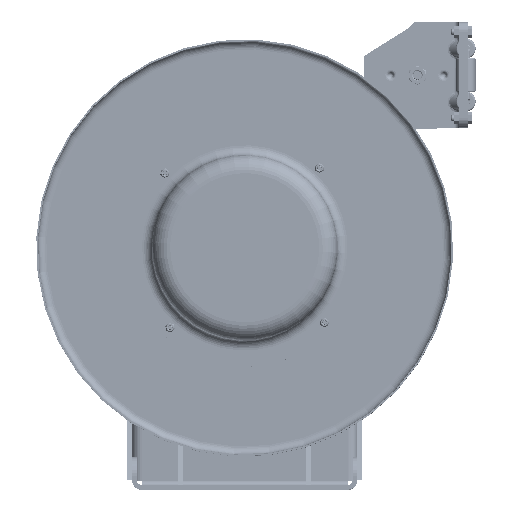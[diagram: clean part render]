
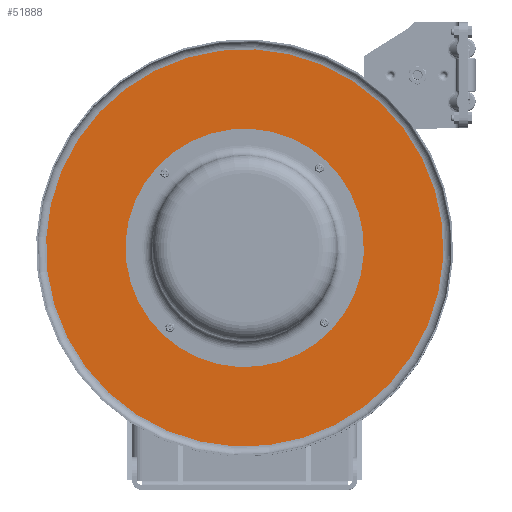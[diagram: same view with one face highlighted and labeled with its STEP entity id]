
A CAD part, top view. The second image highlights one B-rep face of the part: STEP entity #51888.
In plain terms, the highlighted planar face has unit normal (0, 0, 1).
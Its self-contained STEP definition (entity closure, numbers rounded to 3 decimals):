
#3225=PLANE('',#56969);
#9254=FACE_BOUND('',#15642,.T.);
#9255=FACE_BOUND('',#15643,.T.);
#9256=FACE_BOUND('',#15644,.T.);
#9257=FACE_BOUND('',#15645,.T.);
#9258=FACE_BOUND('',#15646,.T.);
#11819=FACE_OUTER_BOUND('',#15641,.T.);
#15641=EDGE_LOOP('',(#40020));
#15642=EDGE_LOOP('',(#40021));
#15643=EDGE_LOOP('',(#40022));
#15644=EDGE_LOOP('',(#40023));
#15645=EDGE_LOOP('',(#40024));
#15646=EDGE_LOOP('',(#40025));
#19498=CIRCLE('',#56956,0.099);
#19500=CIRCLE('',#56959,0.099);
#19502=CIRCLE('',#56962,0.099);
#19504=CIRCLE('',#56965,0.099);
#19506=CIRCLE('',#56968,3.75);
#19507=CIRCLE('',#56970,7.5);
#23355=VERTEX_POINT('',#91699);
#23357=VERTEX_POINT('',#91704);
#23359=VERTEX_POINT('',#91709);
#23361=VERTEX_POINT('',#91714);
#23363=VERTEX_POINT('',#91719);
#23364=VERTEX_POINT('',#91722);
#29298=EDGE_CURVE('',#23355,#23355,#19498,.T.);
#29300=EDGE_CURVE('',#23357,#23357,#19500,.T.);
#29302=EDGE_CURVE('',#23359,#23359,#19502,.T.);
#29304=EDGE_CURVE('',#23361,#23361,#19504,.T.);
#29306=EDGE_CURVE('',#23363,#23363,#19506,.T.);
#29307=EDGE_CURVE('',#23364,#23364,#19507,.T.);
#40020=ORIENTED_EDGE('',*,*,#29307,.F.);
#40021=ORIENTED_EDGE('',*,*,#29298,.T.);
#40022=ORIENTED_EDGE('',*,*,#29300,.T.);
#40023=ORIENTED_EDGE('',*,*,#29302,.T.);
#40024=ORIENTED_EDGE('',*,*,#29304,.T.);
#40025=ORIENTED_EDGE('',*,*,#29306,.T.);
#51888=ADVANCED_FACE('',(#11819,#9254,#9255,#9256,#9257,#9258),#3225,.T.);
#56956=AXIS2_PLACEMENT_3D('',#91700,#68118,#68119);
#56959=AXIS2_PLACEMENT_3D('',#91705,#68124,#68125);
#56962=AXIS2_PLACEMENT_3D('',#91710,#68130,#68131);
#56965=AXIS2_PLACEMENT_3D('',#91715,#68136,#68137);
#56968=AXIS2_PLACEMENT_3D('',#91720,#68142,#68143);
#56969=AXIS2_PLACEMENT_3D('',#91721,#68144,#68145);
#56970=AXIS2_PLACEMENT_3D('',#91723,#68146,#68147);
#68118=DIRECTION('center_axis',(0.,0.,
-1.));
#68119=DIRECTION('ref_axis',(0.73,-0.683,0.));
#68124=DIRECTION('center_axis',(0.,0.,
-1.));
#68125=DIRECTION('ref_axis',(0.683,0.73,0.));
#68130=DIRECTION('center_axis',(0.,0.,
-1.));
#68131=DIRECTION('ref_axis',(-0.73,0.683,0.));
#68136=DIRECTION('center_axis',(0.,0.,
-1.));
#68137=DIRECTION('ref_axis',(-0.683,-0.73,0.));
#68142=DIRECTION('center_axis',(0.,0.,
-1.));
#68143=DIRECTION('ref_axis',(0.683,0.73,0.));
#68144=DIRECTION('center_axis',(0.,0.,
1.));
#68145=DIRECTION('ref_axis',(-0.683,-0.73,0.));
#68146=DIRECTION('center_axis',(0.,0.,
-1.));
#68147=DIRECTION('ref_axis',(0.73,-0.683,0.));
#91699=CARTESIAN_POINT('',(-1.359,12.069,7.602));
#91700=CARTESIAN_POINT('Origin',(-1.431,12.137,7.602));
#91704=CARTESIAN_POINT('',(-7.194,12.016,7.602));
#91705=CARTESIAN_POINT('Origin',(-7.262,11.944,7.602));
#91709=CARTESIAN_POINT('',(-7.141,6.181,7.602));
#91710=CARTESIAN_POINT('Origin',(-7.069,6.113,7.602));
#91714=CARTESIAN_POINT('',(-1.306,6.234,7.602));
#91715=CARTESIAN_POINT('Origin',(-1.238,6.306,7.602));
#91719=CARTESIAN_POINT('',(-6.812,6.387,7.602));
#91720=CARTESIAN_POINT('Origin',(-4.25,9.125,7.602));
#91721=CARTESIAN_POINT('Origin',(-1.512,6.563,7.602));
#91722=CARTESIAN_POINT('',(1.226,4.,7.602));
#91723=CARTESIAN_POINT('Origin',(-4.25,9.125,7.602));
